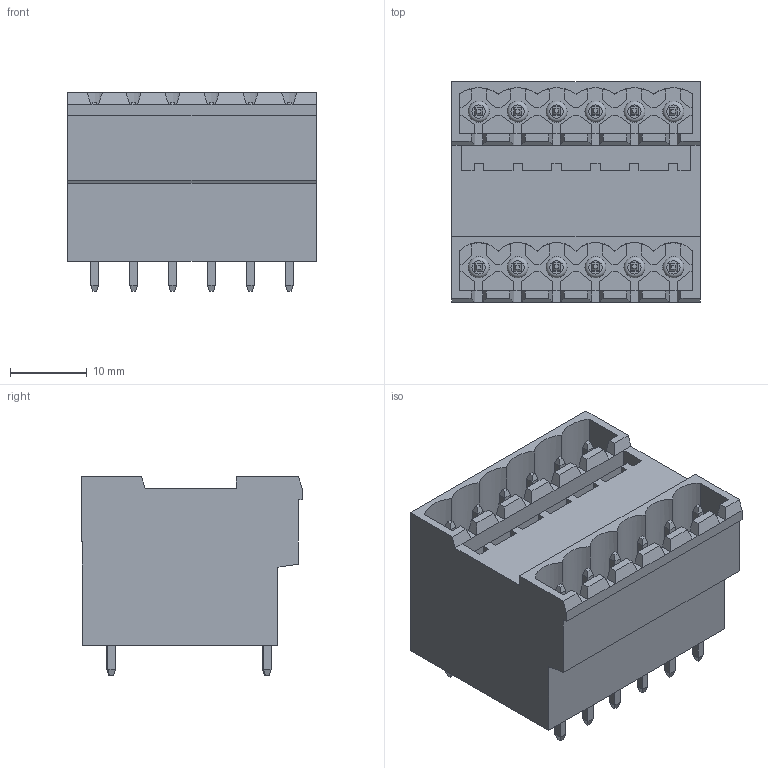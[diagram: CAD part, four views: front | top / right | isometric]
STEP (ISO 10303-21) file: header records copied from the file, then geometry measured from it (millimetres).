
FILE_DESCRIPTION( ( 'Unknown' ), '1' );
FILE_NAME( '691333500012.stp', 'Unknown', ( 'Unknown' ), ( 'Unknown' ), 'PSStep 18.0.17', 'Unknown', ' ' );
FILE_SCHEMA( ( 'AUTOMOTIVE_DESIGN { 1 0 10303 214 1 1 1 1 }' ) );
Length unit declared in the file: millimetre
Products named in the file (4): Assem1; 6913335000xx_PIN; 691333500012; 691333500012_CAPOT
Assembly tree (14 placements, depth 2):
  Assem1
    6913335000xx_PIN  x12
    691333500012
    691333500012_CAPOT
Bounding box: 32.48 x 28.8 x 25.9 mm (x, y, z)
Volume: 6825.6 mm3; surface area: 13186.4 mm2
Topology: 14 solids, 14 shells, 850 faces, 2278 edges, 1474 vertices
Faces by surface type: plane 782, cylinder 56, torus 12
Full cylindrical faces by diameter (mm): 1.7 x10, 2.75 x12
Entity records: 27674 total; most frequent: CARTESIAN_POINT 3921, ORIENTED_EDGE 3848, DIRECTION 3490, EDGE_CURVE 1924, LINE 1780, VECTOR 1780, VERTEX_POINT 1286, AXIS2_PLACEMENT_3D 855
